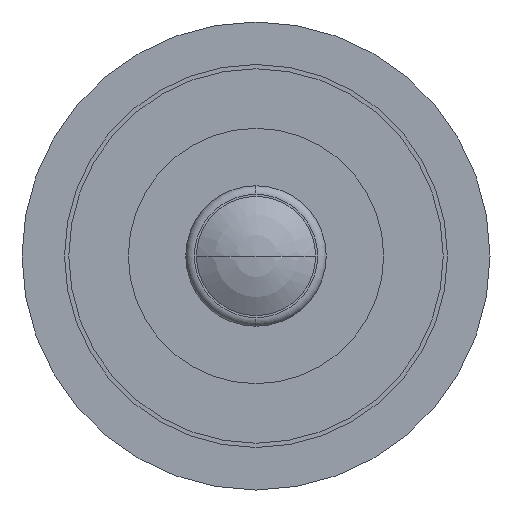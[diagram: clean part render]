
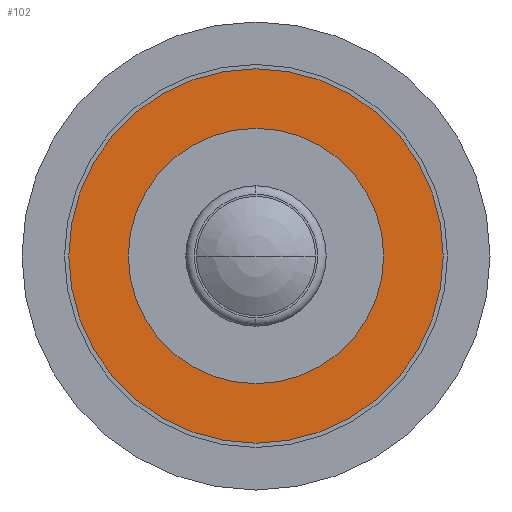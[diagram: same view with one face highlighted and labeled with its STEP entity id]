
A CAD part, left-side view. The second image highlights one B-rep face of the part: STEP entity #102.
In plain terms, the highlighted planar face has unit normal (-1, 0, 0).
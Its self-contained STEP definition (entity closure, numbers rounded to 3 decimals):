
#102=ADVANCED_FACE('',(#172,#173),#174,.F.);
#172=FACE_BOUND('',#254,.T.);
#173=FACE_OUTER_BOUND('',#255,.T.);
#174=PLANE('',#256);
#254=EDGE_LOOP('',(#466,#467));
#255=EDGE_LOOP('',(#468,#469));
#256=AXIS2_PLACEMENT_3D('',#470,#471,#472);
#466=ORIENTED_EDGE('',*,*,#601,.F.);
#467=ORIENTED_EDGE('',*,*,#570,.F.);
#468=ORIENTED_EDGE('',*,*,#602,.T.);
#469=ORIENTED_EDGE('',*,*,#564,.T.);
#470=CARTESIAN_POINT('',(1.5,4.4,0.0));
#471=DIRECTION('',(1.0,0.0,0.0));
#472=DIRECTION('',(0.0,0.0,-1.0));
#564=EDGE_CURVE('',#662,#659,#663,.T.);
#570=EDGE_CURVE('',#672,#668,#674,.T.);
#601=EDGE_CURVE('',#668,#672,#722,.T.);
#602=EDGE_CURVE('',#659,#662,#723,.T.);
#659=VERTEX_POINT('',#792);
#662=VERTEX_POINT('',#796);
#663=CIRCLE('',#797,4.4);
#668=VERTEX_POINT('',#803);
#672=VERTEX_POINT('',#808);
#674=CIRCLE('',#811,1.4);
#722=CIRCLE('',#865,1.4);
#723=CIRCLE('',#866,4.4);
#792=CARTESIAN_POINT('',(1.5,0.0,4.4));
#796=CARTESIAN_POINT('',(1.5,0.,-4.4));
#797=AXIS2_PLACEMENT_3D('',#932,#933,#934);
#803=CARTESIAN_POINT('',(1.5,0.0,1.4));
#808=CARTESIAN_POINT('',(1.5,0.,-1.4));
#811=AXIS2_PLACEMENT_3D('',#944,#945,#946);
#865=AXIS2_PLACEMENT_3D('',#1025,#1026,#1027);
#866=AXIS2_PLACEMENT_3D('',#1028,#1029,#1030);
#932=CARTESIAN_POINT('',(1.5,0.0,0.0));
#933=DIRECTION('',(-1.0,0.0,0.0));
#934=DIRECTION('',(0.0,0.0,1.0));
#944=CARTESIAN_POINT('',(1.5,0.0,0.0));
#945=DIRECTION('',(-1.0,0.0,0.0));
#946=DIRECTION('',(0.0,0.0,1.0));
#1025=CARTESIAN_POINT('',(1.5,0.0,0.0));
#1026=DIRECTION('',(-1.0,0.0,0.0));
#1027=DIRECTION('',(0.0,0.0,1.0));
#1028=CARTESIAN_POINT('',(1.5,0.0,0.0));
#1029=DIRECTION('',(-1.0,0.0,0.0));
#1030=DIRECTION('',(0.0,0.0,1.0));
